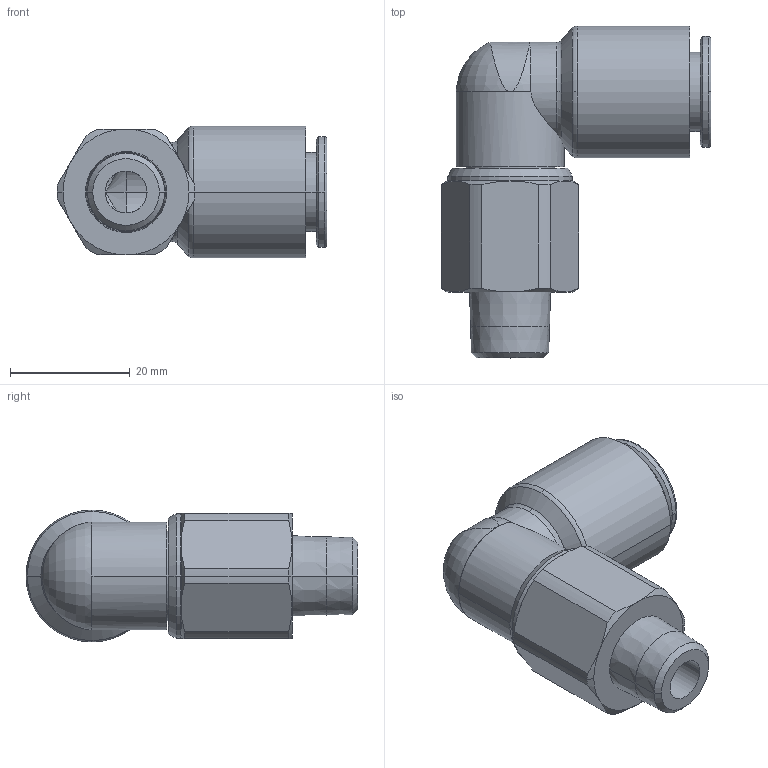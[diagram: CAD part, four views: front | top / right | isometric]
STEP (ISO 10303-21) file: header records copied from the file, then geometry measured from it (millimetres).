
FILE_DESCRIPTION(('STEP AP214'),'1');
FILE_NAME('3159_12_13.stp','2016-07-07T14:53:52',('TraceParts'),('TraceParts S.A.'),'Spatial InterOp 3D',' ',' ');
FILE_SCHEMA(('automotive_design'));
Length unit declared in the file: millimetre
Products named in the file (1): 1
Bounding box: 45 x 55.37 x 22 mm (x, y, z)
Volume: 17361.5 mm3; surface area: 8050.4 mm2
Topology: 1 solids, 1 shells, 87 faces, 209 edges, 131 vertices
Faces by surface type: cone 32, cylinder 27, plane 16, torus 12
Entity records: 3078 total; most frequent: CARTESIAN_POINT 1042, DIRECTION 455, ORIENTED_EDGE 418, EDGE_CURVE 209, AXIS2_PLACEMENT_3D 202, VERTEX_POINT 131, CIRCLE 114, EDGE_LOOP 96
